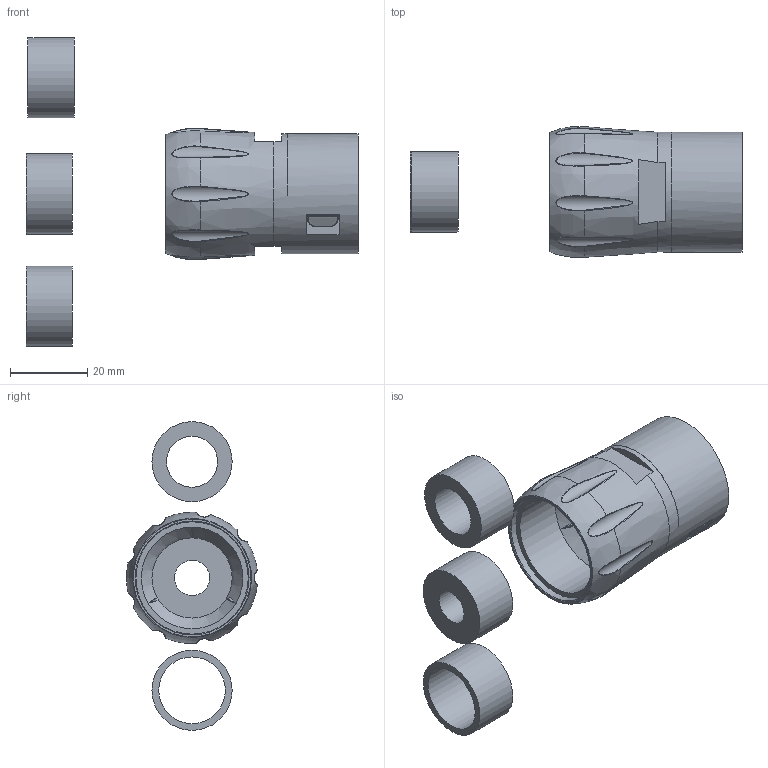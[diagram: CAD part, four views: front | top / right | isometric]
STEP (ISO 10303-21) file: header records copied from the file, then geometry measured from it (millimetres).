
FILE_DESCRIPTION(/* description */ (''),/* implementation_level */ '2;1');
FILE_NAME(/* name */ '08 0111 000 000 001_01-HEC Schutzschlauchverschraubung.stp',/* time_stamp */ '2019-10-01T07:31:10+02:00',/* author */ (''),/* organization */ (''),/* preprocessor_version */ 'ST-DEVELOPER v16',/* originating_system */ 'SIEMENS PLM Software NX 11.0',/* authorisation */ '');
FILE_SCHEMA (('AUTOMOTIVE_DESIGN { 1 0 10303 214 3 1 1 1 }'));
Length unit declared in the file: millimetre
Products named in the file (1): rhen2170A913ojs9
Bounding box: 85.7 x 33.8 x 79.7 mm (x, y, z)
Volume: 24876.1 mm3; surface area: 16241.4 mm2
Topology: 4 solids, 8 shells, 344 faces, 845 edges, 512 vertices
Faces by surface type: plane 158, cylinder 100, torus 35, bspline 27, cone 24
Full cylindrical faces by diameter (mm): 0.8 x4, 1.3 x2, 9.1 x1, 13.2 x1, 16.5 x1, 17.2 x1, 17.3 x1, 20.7 x3, 26.2 x1, 29 x1, 31 x1
Entity records: 12151 total; most frequent: CARTESIAN_POINT 4276, DIRECTION 1603, ORIENTED_EDGE 1574, EDGE_CURVE 787, AXIS2_PLACEMENT_3D 591, VERTEX_POINT 497, LINE 421, VECTOR 421
